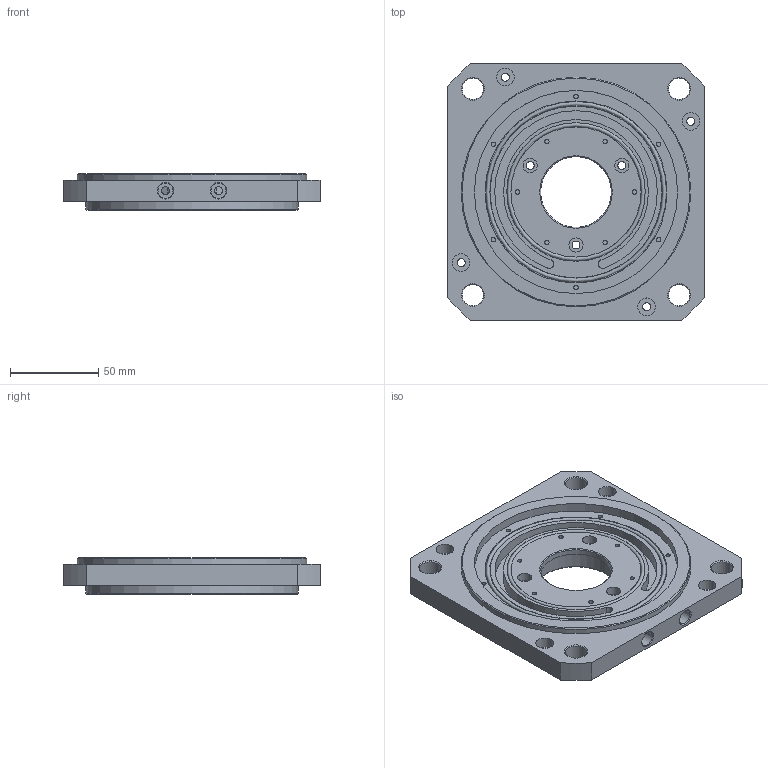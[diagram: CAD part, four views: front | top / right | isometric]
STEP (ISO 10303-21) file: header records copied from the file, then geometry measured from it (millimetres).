
FILE_DESCRIPTION(('FreeCAD Model'),'2;1');
FILE_NAME( 'Wasser-Kühlflansch V3.20.step', '2016-12-29T21:23:59',('Author'),(''), 'Open CASCADE STEP processor 6.8','FreeCAD','Unknown');
FILE_SCHEMA(('AUTOMOTIVE_DESIGN_CC2 { 1 2 10303 214 -1 1 5 4 }'));
Length unit declared in the file: millimetre
Products named in the file (4): ASSEMBLY; Chamfer001; O-Ring_50x2; O-Ring_38x2
Assembly tree (3 placements, depth 2):
  ASSEMBLY
    Chamfer001
    O-Ring_50x2
    O-Ring_38x2
Bounding box: 145 x 145 x 20.5 mm (x, y, z)
Volume: 254106.1 mm3; surface area: 65482.9 mm2
Topology: 3 solids, 3 shells, 103 faces, 205 edges, 132 vertices
Faces by surface type: cylinder 51, plane 36, cone 14, torus 2
Full cylindrical faces by diameter (mm): 2.5 x12, 4.5 x9, 8 x3, 8.5 x2, 10 x4, 12 x4, 40 x1, 47 x1, 73.6 x1, 78.4 x1, 97.2 x1, 103 x1, 115 x1, 120 x1, 130 x1
Entity records: 7496 total; most frequent: CARTESIAN_POINT 3272, DIRECTION 781, ORIENTED_EDGE 402, PCURVE 402, DEFINITIONAL_REPRESENTATION 402, LINE 311, VECTOR 311, AXIS2_PLACEMENT_3D 221
